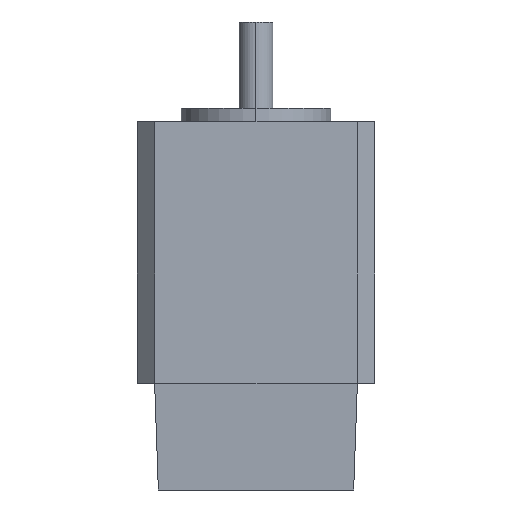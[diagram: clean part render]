
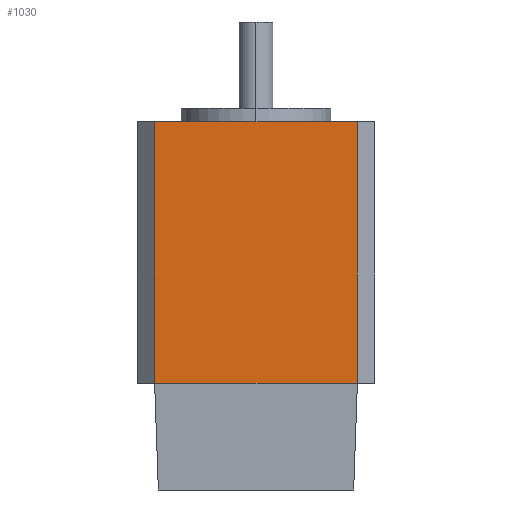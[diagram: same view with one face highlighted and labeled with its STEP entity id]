
A CAD part, left-side view. The second image highlights one B-rep face of the part: STEP entity #1030.
In plain terms, the highlighted planar face has unit normal (-1, 0, 0).
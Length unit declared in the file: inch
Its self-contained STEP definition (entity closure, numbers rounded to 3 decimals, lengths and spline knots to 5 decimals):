
#12 = CARTESIAN_POINT ( 'NONE',  ( 0., 0.1, 0. ) ) ;
#14 = VECTOR ( 'NONE', #635, 39.37008 ) ;
#30 = LINE ( 'NONE', #490, #547 ) ;
#57 = VERTEX_POINT ( 'NONE', #724 ) ;
#73 = ORIENTED_EDGE ( 'NONE', *, *, #594, .F. ) ;
#143 = EDGE_CURVE ( 'NONE', #637, #604, #402, .T. ) ;
#152 = VECTOR ( 'NONE', #575, 39.37008 ) ;
#161 = LINE ( 'NONE', #240, #14 ) ;
#195 = EDGE_CURVE ( 'NONE', #615, #637, #30, .T. ) ;
#235 = CARTESIAN_POINT ( 'NONE',  ( 0., 1.27795, 0. ) ) ;
#240 = CARTESIAN_POINT ( 'NONE',  ( 0., 0., 1.52 ) ) ;
#276 = CARTESIAN_POINT ( 'NONE',  ( 0., 0.1, 1.52 ) ) ;
#351 = DIRECTION ( 'NONE',  ( 0., 0., 1. ) ) ;
#377 = PLANE ( 'NONE',  #752 ) ;
#390 = FACE_OUTER_BOUND ( 'NONE', #614, .T. ) ;
#402 = LINE ( 'NONE', #751, #152 ) ;
#466 = VECTOR ( 'NONE', #351, 39.37008 ) ;
#468 = ORIENTED_EDGE ( 'NONE', *, *, #777, .T. ) ;
#490 = CARTESIAN_POINT ( 'NONE',  ( 0., 1.27795, 1.52 ) ) ;
#539 = CARTESIAN_POINT ( 'NONE',  ( 0., 0., 1.52 ) ) ;
#547 = VECTOR ( 'NONE', #901, 39.37008 ) ;
#575 = DIRECTION ( 'NONE',  ( 0., -1., 0. ) ) ;
#594 = EDGE_CURVE ( 'NONE', #615, #57, #161, .T. ) ;
#604 = VERTEX_POINT ( 'NONE', #12 ) ;
#614 = EDGE_LOOP ( 'NONE', ( #1025, #468, #73, #839 ) ) ;
#615 = VERTEX_POINT ( 'NONE', #644 ) ;
#635 = DIRECTION ( 'NONE',  ( 0., -1., 0. ) ) ;
#637 = VERTEX_POINT ( 'NONE', #235 ) ;
#644 = CARTESIAN_POINT ( 'NONE',  ( 0., 1.27795, 1.52 ) ) ;
#721 = DIRECTION ( 'NONE',  ( 1., 0., 0. ) ) ;
#724 = CARTESIAN_POINT ( 'NONE',  ( 0., 0.1, 1.52 ) ) ;
#734 = DIRECTION ( 'NONE',  ( 0., 0., -1. ) ) ;
#751 = CARTESIAN_POINT ( 'NONE',  ( 0., 0., 0. ) ) ;
#752 = AXIS2_PLACEMENT_3D ( 'NONE', #539, #721, #734 ) ;
#777 = EDGE_CURVE ( 'NONE', #604, #57, #931, .T. ) ;
#839 = ORIENTED_EDGE ( 'NONE', *, *, #195, .T. ) ;
#901 = DIRECTION ( 'NONE',  ( 0., 0., -1. ) ) ;
#931 = LINE ( 'NONE', #276, #466 ) ;
#1025 = ORIENTED_EDGE ( 'NONE', *, *, #143, .T. ) ;
#1030 = ADVANCED_FACE ( 'NONE', ( #390 ), #377, .F. ) ;
